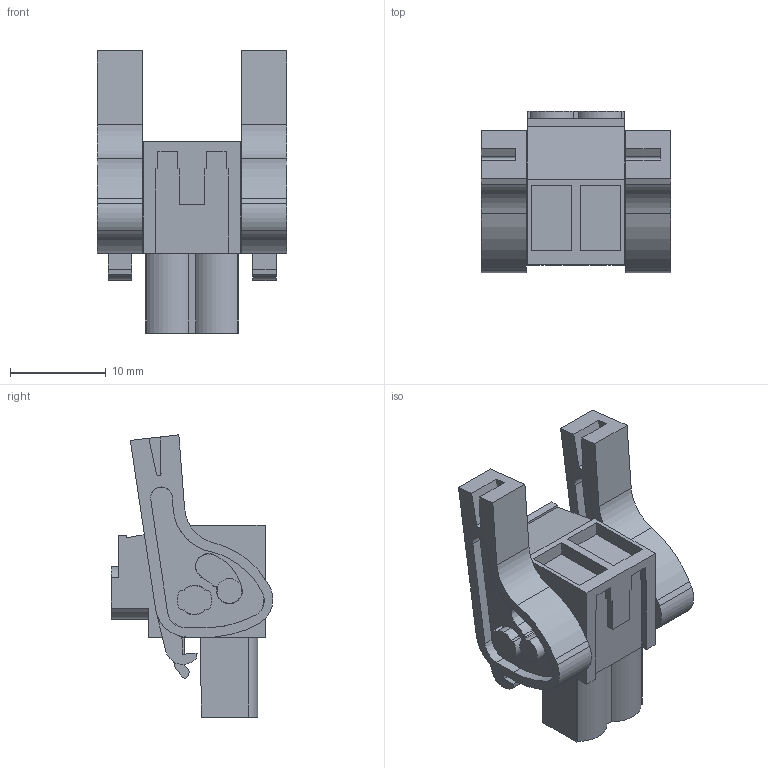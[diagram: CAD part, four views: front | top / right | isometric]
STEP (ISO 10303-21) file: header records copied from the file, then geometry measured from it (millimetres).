
FILE_DESCRIPTION(('CATIA V5 STEP','CAx-IF Rec.Pracs.--- Model Styling and Organization---1.2---2011-12-15'),'2;1');
FILE_NAME ('D1459996_0_1945060000_1945060000.stp','2017-05-23T06:51:54+00:00',('none'),('Weidmueller'),'CATIA Version 5-6 Release 2014','CATIA V5 STEP AP214','none');
FILE_SCHEMA(('AUTOMOTIVE_DESIGN { 1 0 10303 214 1 1 1 1 }'));
Length unit declared in the file: millimetre
Products named in the file (1): 1945060000
Bounding box: 19.86 x 16.91 x 29.52 mm (x, y, z)
Volume: 3096.7 mm3; surface area: 3311.1 mm2
Topology: 5 solids, 5 shells, 292 faces, 788 edges, 525 vertices
Faces by surface type: plane 202, cylinder 50, extrusion 40
Entity records: 9791 total; most frequent: CARTESIAN_POINT 2730, ORIENTED_EDGE 1576, DIRECTION 1160, EDGE_CURVE 788, VECTOR 628, LINE 588, VERTEX_POINT 525, AXIS2_PLACEMENT_3D 319
